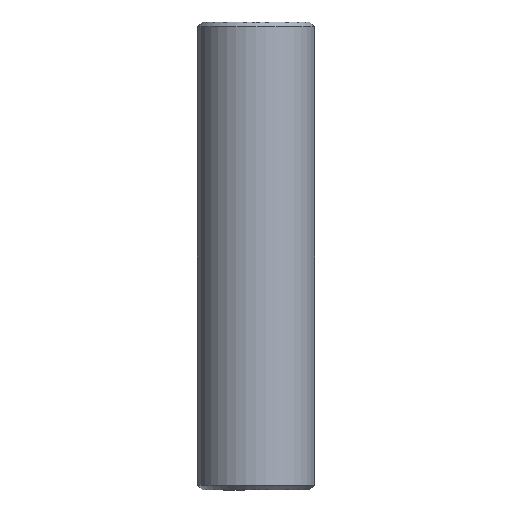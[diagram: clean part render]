
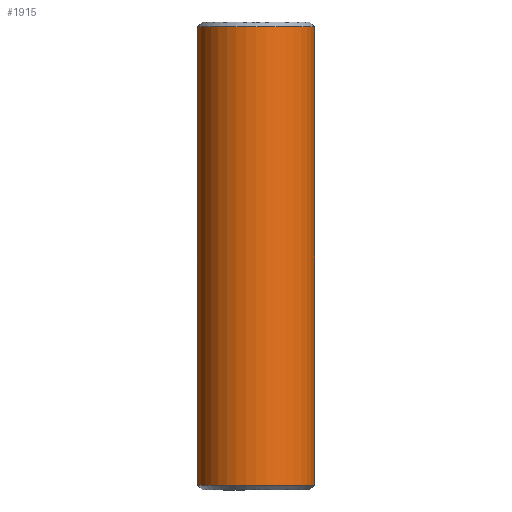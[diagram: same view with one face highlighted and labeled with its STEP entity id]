
A CAD part, front view. The second image highlights one B-rep face of the part: STEP entity #1915.
In plain terms, the highlighted cylindrical face has radius 3 mm (diameter 6 mm), a full revolution.
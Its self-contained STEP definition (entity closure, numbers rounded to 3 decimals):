
#37=CIRCLE('',#2047,3.);
#39=CIRCLE('',#2050,3.);
#149=FACE_OUTER_BOUND('',#261,.T.);
#261=EDGE_LOOP('',(#1687,#1688,#1689,#1690));
#543=LINE('',#8194,#645);
#645=VECTOR('',#2393,3.);
#825=VERTEX_POINT('',#8186);
#827=VERTEX_POINT('',#8192);
#1114=EDGE_CURVE('',#825,#825,#37,.T.);
#1117=EDGE_CURVE('',#827,#827,#39,.T.);
#1118=EDGE_CURVE('',#827,#825,#543,.T.);
#1687=ORIENTED_EDGE('',*,*,#1117,.F.);
#1688=ORIENTED_EDGE('',*,*,#1118,.T.);
#1689=ORIENTED_EDGE('',*,*,#1114,.F.);
#1690=ORIENTED_EDGE('',*,*,#1118,.F.);
#1806=CYLINDRICAL_SURFACE('',#2049,3.);
#1915=ADVANCED_FACE('',(#149),#1806,.T.);
#2047=AXIS2_PLACEMENT_3D('',#8187,#2384,#2385);
#2049=AXIS2_PLACEMENT_3D('',#8191,#2389,#2390);
#2050=AXIS2_PLACEMENT_3D('',#8193,#2391,#2392);
#2384=DIRECTION('center_axis',(0.,0.,-1.));
#2385=DIRECTION('ref_axis',(1.,0.,0.));
#2389=DIRECTION('center_axis',(0.,0.,1.));
#2390=DIRECTION('ref_axis',(1.,0.,0.));
#2391=DIRECTION('center_axis',(0.,0.,1.));
#2392=DIRECTION('ref_axis',(1.,0.,0.));
#2393=DIRECTION('',(0.,0.,-1.));
#8186=CARTESIAN_POINT('',(-3.,0.,0.25));
#8187=CARTESIAN_POINT('Origin',(0.,0.,0.25));
#8191=CARTESIAN_POINT('Origin',(0.,0.,0.));
#8192=CARTESIAN_POINT('',(-3.,0.,23.75));
#8193=CARTESIAN_POINT('Origin',(0.,0.,23.75));
#8194=CARTESIAN_POINT('',(-3.,0.,0.));
